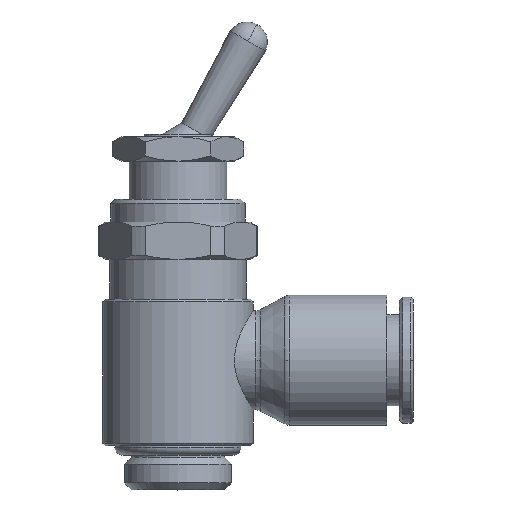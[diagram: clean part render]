
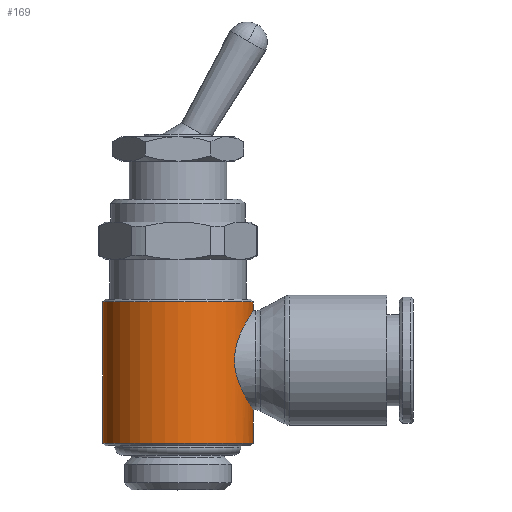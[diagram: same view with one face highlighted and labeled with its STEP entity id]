
A CAD part, top view. The second image highlights one B-rep face of the part: STEP entity #169.
In plain terms, the highlighted cylindrical face has radius 9.25 mm (diameter 18.5 mm), a partial arc.
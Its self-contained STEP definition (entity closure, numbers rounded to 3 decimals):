
#169=ADVANCED_FACE('',(#431),#432,.T.);
#431=FACE_OUTER_BOUND('',#743,.T.);
#432=CYLINDRICAL_SURFACE('',#744,9.25);
#743=EDGE_LOOP('',(#1638,#1639,#1640,#1641,#1642,#1643));
#744=AXIS2_PLACEMENT_3D('',#1644,#1645,#1646);
#1638=ORIENTED_EDGE('',*,*,#2006,.T.);
#1639=ORIENTED_EDGE('',*,*,#2056,.T.);
#1640=ORIENTED_EDGE('',*,*,#2009,.T.);
#1641=ORIENTED_EDGE('',*,*,#2224,.F.);
#1642=ORIENTED_EDGE('',*,*,#2008,.T.);
#1643=ORIENTED_EDGE('',*,*,#2222,.T.);
#1644=CARTESIAN_POINT('',(0.0,14.45,0.0));
#1645=DIRECTION('',(-0.0,1.0,0.0));
#1646=DIRECTION('',(1.0,0.0,0.0));
#2006=EDGE_CURVE('',#2384,#2385,#2386,.T.);
#2008=EDGE_CURVE('',#2379,#2387,#2389,.T.);
#2009=EDGE_CURVE('',#2390,#2376,#2391,.T.);
#2056=EDGE_CURVE('',#2385,#2390,#2475,.T.);
#2222=EDGE_CURVE('',#2387,#2384,#2732,.T.);
#2224=EDGE_CURVE('',#2379,#2376,#2734,.T.);
#2376=VERTEX_POINT('',#2981);
#2379=VERTEX_POINT('',#2985);
#2384=VERTEX_POINT('',#2991);
#2385=VERTEX_POINT('',#2992);
#2386=LINE('',#2993,#2994);
#2387=VERTEX_POINT('',#2995);
#2389=LINE('',#2997,#2998);
#2390=VERTEX_POINT('',#2999);
#2391=LINE('',#3000,#3001);
#2475=B_SPLINE_CURVE_WITH_KNOTS('',3,(#3178,#3179,#3180,#3181,#3182,#3183,#3184,#3185,#3186,#3187,#3188,#3189,#3190,#3191,#3192,#3193,#3194,#3195,#3196,#3197,#3198,#3199,#3200,#3201,#3202,#3203,#3204,#3205,#3206,#3207,#3208,#3209,#3210,#3211),.UNSPECIFIED.,.F.,.F.,(4,2,2,2,2,2,2,2,2,2,2,2,2,2,2,2,4),(9.563,10.752,11.941,13.131,14.32,15.521,16.723,17.925,19.126,20.328,21.529,22.731,23.933,25.122,26.311,27.5,28.689),.UNSPECIFIED.);
#2732=CIRCLE('',#3905,9.25);
#2734=CIRCLE('',#3907,9.25);
#2981=CARTESIAN_POINT('',(9.25,23.15,0.0));
#2985=CARTESIAN_POINT('',(-9.25,23.15,0.));
#2991=CARTESIAN_POINT('',(9.25,5.75,0.0));
#2992=CARTESIAN_POINT('',(9.25,9.85,0.));
#2993=CARTESIAN_POINT('',(9.25,14.45,0.));
#2994=VECTOR('',#4399,1.0);
#2995=CARTESIAN_POINT('',(-9.25,5.75,0.));
#2997=CARTESIAN_POINT('',(-9.25,14.45,0.));
#2998=VECTOR('',#4403,1.0);
#2999=CARTESIAN_POINT('',(9.25,22.05,0.));
#3000=CARTESIAN_POINT('',(9.25,14.45,0.));
#3001=VECTOR('',#4404,1.0);
#3178=CARTESIAN_POINT('',(9.25,9.85,0.));
#3179=CARTESIAN_POINT('',(9.25,9.85,0.396));
#3180=CARTESIAN_POINT('',(9.224,9.889,0.802));
#3181=CARTESIAN_POINT('',(9.119,10.05,1.602));
#3182=CARTESIAN_POINT('',(9.04,10.171,1.996));
#3183=CARTESIAN_POINT('',(8.842,10.487,2.745));
#3184=CARTESIAN_POINT('',(8.722,10.681,3.1));
#3185=CARTESIAN_POINT('',(8.462,11.125,3.753));
#3186=CARTESIAN_POINT('',(8.321,11.374,4.051));
#3187=CARTESIAN_POINT('',(8.043,11.902,4.579));
#3188=CARTESIAN_POINT('',(7.894,12.201,4.829));
#3189=CARTESIAN_POINT('',(7.606,12.854,5.271));
#3190=CARTESIAN_POINT('',(7.466,13.208,5.464));
#3191=CARTESIAN_POINT('',(7.226,13.952,5.778));
#3192=CARTESIAN_POINT('',(7.126,14.344,5.899));
#3193=CARTESIAN_POINT('',(6.989,15.142,6.06));
#3194=CARTESIAN_POINT('',(6.953,15.549,6.1));
#3195=CARTESIAN_POINT('',(6.953,16.351,6.1));
#3196=CARTESIAN_POINT('',(6.989,16.758,6.06));
#3197=CARTESIAN_POINT('',(7.126,17.556,5.899));
#3198=CARTESIAN_POINT('',(7.226,17.948,5.778));
#3199=CARTESIAN_POINT('',(7.466,18.692,5.464));
#3200=CARTESIAN_POINT('',(7.606,19.046,5.271));
#3201=CARTESIAN_POINT('',(7.894,19.699,4.829));
#3202=CARTESIAN_POINT('',(8.043,19.998,4.579));
#3203=CARTESIAN_POINT('',(8.321,20.526,4.051));
#3204=CARTESIAN_POINT('',(8.462,20.775,3.753));
#3205=CARTESIAN_POINT('',(8.722,21.219,3.1));
#3206=CARTESIAN_POINT('',(8.842,21.413,2.745));
#3207=CARTESIAN_POINT('',(9.04,21.729,1.996));
#3208=CARTESIAN_POINT('',(9.119,21.85,1.602));
#3209=CARTESIAN_POINT('',(9.224,22.011,0.802));
#3210=CARTESIAN_POINT('',(9.25,22.05,0.396));
#3211=CARTESIAN_POINT('',(9.25,22.05,0.));
#3905=AXIS2_PLACEMENT_3D('',#4830,#4831,#4832);
#3907=AXIS2_PLACEMENT_3D('',#4836,#4837,#4838);
#4399=DIRECTION('',(0.0,1.0,0.0));
#4403=DIRECTION('',(-0.0,-1.0,-0.0));
#4404=DIRECTION('',(0.0,1.0,0.0));
#4830=CARTESIAN_POINT('',(0.0,5.75,0.0));
#4831=DIRECTION('',(-0.0,1.0,0.0));
#4832=DIRECTION('',(1.0,0.0,0.0));
#4836=CARTESIAN_POINT('',(0.0,23.15,0.0));
#4837=DIRECTION('',(-0.0,1.0,0.0));
#4838=DIRECTION('',(1.0,0.0,0.0));
